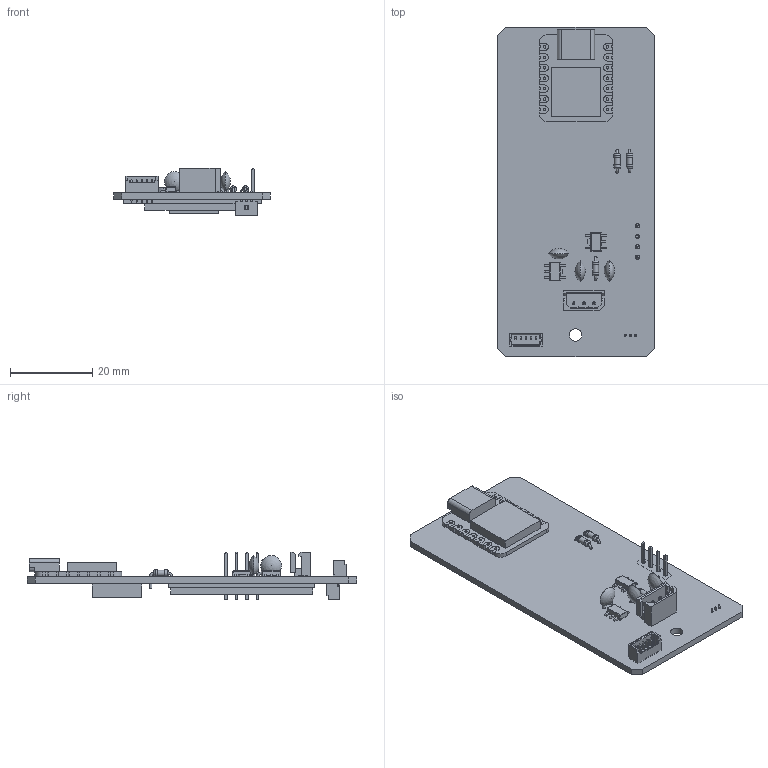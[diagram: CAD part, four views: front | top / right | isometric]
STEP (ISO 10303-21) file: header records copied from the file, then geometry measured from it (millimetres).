
FILE_DESCRIPTION(('KiCad electronic assembly'),'2;1');
FILE_NAME('STIC.step','2023-06-28T16:18:16',('An Author'),('A Company'), 'Open CASCADE STEP processor 7.3','KiCad to STEP converter','Unknown' );
FILE_SCHEMA(('AUTOMOTIVE_DESIGN { 1 0 10303 214 1 1 1 1 }'));
Length unit declared in the file: millimetre
Products named in the file (20): Open CASCADE STEP translator 7.3 1; C_Disc_D5.0mm_W2.5mm_P2.50mm; SOLID; R_Axial_DIN0204_L3.6mm_D1.6mm_P5.08mm_Horizontal; AP7361C-33Y5-13; OLED1_3; COMPOUND; AST1240MLTRQ; 53047-0310; 53047-0510; 22-03-5035; Seeeduino_Xiao
Assembly tree (24 placements, depth 3):
  Open CASCADE STEP translator 7.3 1
    C_Disc_D5.0mm_W2.5mm_P2.50mm  x3
      SOLID
    R_Axial_DIN0204_L3.6mm_D1.6mm_P5.08mm_Horizontal  x3
      SOLID
    AP7361C-33Y5-13  x2
      SOLID
    OLED1_3
      COMPOUND
    AST1240MLTRQ
      COMPOUND
    53047-0310
      COMPOUND
    53047-0510
      COMPOUND
    22-03-5035
      COMPOUND
    Seeeduino_Xiao
      SOLID
    COMPOUND
Bounding box: 38 x 80 x 11.65 mm (x, y, z)
Volume: 9148.6 mm3; surface area: 13902.5 mm2
Topology: 19 solids, 19 shells, 963 faces, 2553 edges, 1691 vertices
Faces by surface type: plane 764, cylinder 161, sphere 14, torus 12, bspline 12
Full cylindrical faces by diameter (mm): 0.5 x20, 0.6 x14, 0.7 x6, 0.8 x6, 0.85 x3, 1 x4, 1.44 x3, 1.6 x6, 3.017 x1
Entity records: 61692 total; most frequent: CARTESIAN_POINT 13978, DIRECTION 8490, LINE 6056, VECTOR 6056, ORIENTED_EDGE 4464, PCURVE 4464, DEFINITIONAL_REPRESENTATION 4464, EDGE_CURVE 2232
